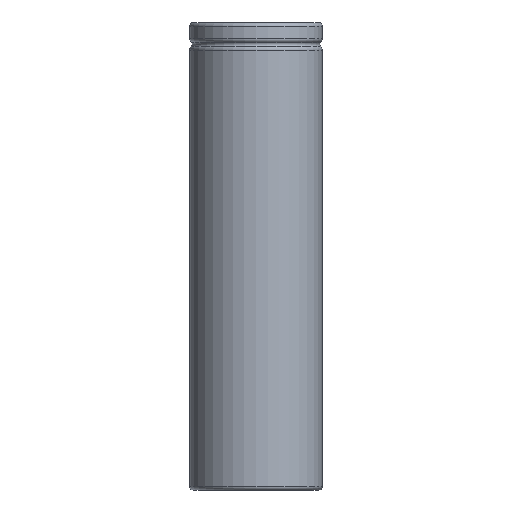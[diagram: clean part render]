
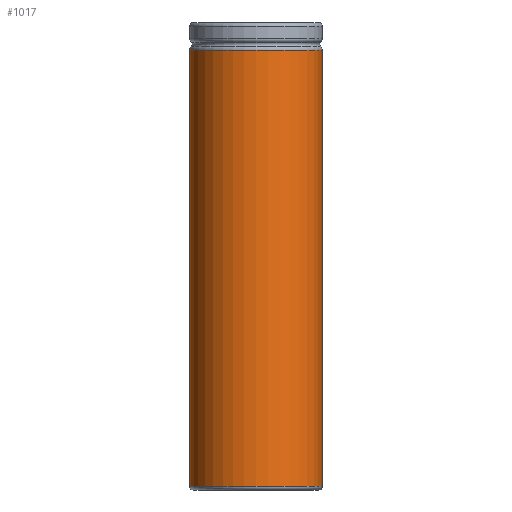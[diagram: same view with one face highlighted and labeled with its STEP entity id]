
A CAD part, front view. The second image highlights one B-rep face of the part: STEP entity #1017.
In plain terms, the highlighted cylindrical face has radius 9.24 mm (diameter 18.48 mm), a full revolution.
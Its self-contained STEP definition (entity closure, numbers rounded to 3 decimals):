
#131=LINE('',#1498,#166);
#166=VECTOR('',#1229,9.24);
#201=CYLINDRICAL_SURFACE('',#1101,9.24);
#219=FACE_OUTER_BOUND('',#283,.T.);
#283=EDGE_LOOP('',(#676,#677,#678,#679));
#353=CIRCLE('',#1098,9.24);
#356=CIRCLE('',#1102,9.24);
#407=VERTEX_POINT('',#1490);
#409=VERTEX_POINT('',#1496);
#509=EDGE_CURVE('',#407,#407,#353,.T.);
#512=EDGE_CURVE('',#409,#409,#356,.T.);
#513=EDGE_CURVE('',#409,#407,#131,.T.);
#676=ORIENTED_EDGE('',*,*,#512,.F.);
#677=ORIENTED_EDGE('',*,*,#513,.T.);
#678=ORIENTED_EDGE('',*,*,#509,.T.);
#679=ORIENTED_EDGE('',*,*,#513,.F.);
#1017=ADVANCED_FACE('',(#219),#201,.T.);
#1098=AXIS2_PLACEMENT_3D('',#1491,#1219,#1220);
#1101=AXIS2_PLACEMENT_3D('',#1495,#1225,#1226);
#1102=AXIS2_PLACEMENT_3D('',#1497,#1227,#1228);
#1219=DIRECTION('center_axis',(0.,0.,1.));
#1220=DIRECTION('ref_axis',(1.,0.,0.));
#1225=DIRECTION('center_axis',(0.,0.,1.));
#1226=DIRECTION('ref_axis',(1.,0.,0.));
#1227=DIRECTION('center_axis',(0.,0.,1.));
#1228=DIRECTION('ref_axis',(1.,0.,0.));
#1229=DIRECTION('',(0.,0.,-1.));
#1490=CARTESIAN_POINT('',(-9.24,0.,0.5));
#1491=CARTESIAN_POINT('Origin',(0.,0.,0.5));
#1495=CARTESIAN_POINT('Origin',(0.,0.,30.847));
#1496=CARTESIAN_POINT('',(-9.24,0.,61.194));
#1497=CARTESIAN_POINT('Origin',(0.,0.,61.194));
#1498=CARTESIAN_POINT('',(-9.24,0.,30.847));
